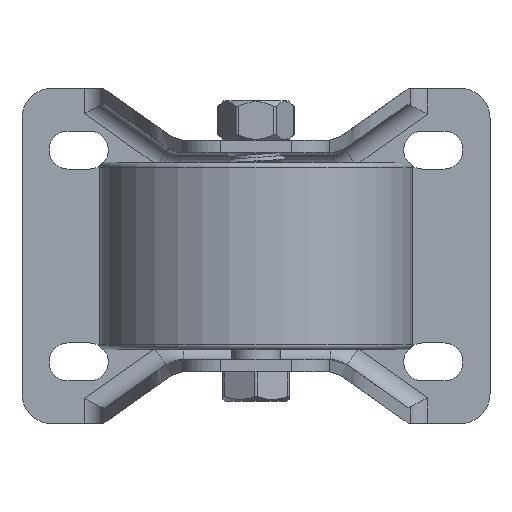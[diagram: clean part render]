
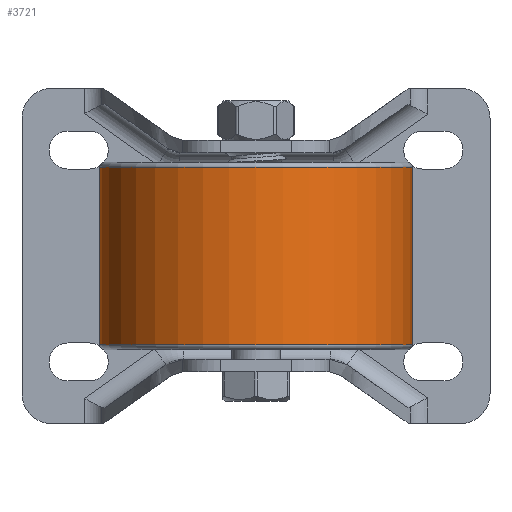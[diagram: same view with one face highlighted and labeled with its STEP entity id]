
A CAD part, front view. The second image highlights one B-rep face of the part: STEP entity #3721.
In plain terms, the highlighted cylindrical face has radius 31.75 mm (diameter 63.5 mm), a partial arc.
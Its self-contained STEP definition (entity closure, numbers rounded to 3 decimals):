
#3449=CARTESIAN_POINT('',(0.,18.,0.));
#3450=DIRECTION('',(0.,1.,0.));
#3451=DIRECTION('',(1.,0.,0.));
#3452=AXIS2_PLACEMENT_3D('',#3449,#3450,#3451);
#3454=CARTESIAN_POINT('',(0.,-18.,0.));
#3455=DIRECTION('',(0.,-1.,0.));
#3456=DIRECTION('',(-1.,0.,0.));
#3457=AXIS2_PLACEMENT_3D('',#3454,#3455,#3456);
#3459=DIRECTION('',(0.,1.,0.));
#3460=VECTOR('',#3459,36.);
#3461=CARTESIAN_POINT('',(31.75,-18.,0.));
#3462=LINE('',#3461,#3460);
#3523=DIRECTION('',(0.,1.,0.));
#3524=VECTOR('',#3523,36.);
#3525=CARTESIAN_POINT('',(-31.75,-18.,0.));
#3526=LINE('',#3525,#3524);
#3599=CARTESIAN_POINT('',(-31.75,18.,0.));
#3600=CARTESIAN_POINT('',(31.75,18.,0.));
#3601=VERTEX_POINT('',#3599);
#3602=VERTEX_POINT('',#3600);
#3607=CARTESIAN_POINT('',(31.75,-18.,0.));
#3608=CARTESIAN_POINT('',(-31.75,-18.,0.));
#3609=VERTEX_POINT('',#3607);
#3610=VERTEX_POINT('',#3608);
#3707=CARTESIAN_POINT('',(0.,-19.,0.));
#3708=DIRECTION('',(0.,1.,0.));
#3709=DIRECTION('',(1.,0.,0.));
#3710=AXIS2_PLACEMENT_3D('',#3707,#3708,#3709);
#3711=CYLINDRICAL_SURFACE('',#3710,31.75);
#3713=ORIENTED_EDGE('',*,*,#3712,.T.);
#3715=ORIENTED_EDGE('',*,*,#3714,.F.);
#3716=ORIENTED_EDGE('',*,*,#3701,.T.);
#3718=ORIENTED_EDGE('',*,*,#3717,.T.);
#3719=EDGE_LOOP('',(#3713,#3715,#3716,#3718));
#3720=FACE_OUTER_BOUND('',#3719,.F.);
#3453=CIRCLE('',#3452,31.75);
#3458=CIRCLE('',#3457,31.75);
#3701=EDGE_CURVE('',#3610,#3609,#3458,.T.);
#3712=EDGE_CURVE('',#3602,#3601,#3453,.T.);
#3714=EDGE_CURVE('',#3610,#3601,#3526,.T.);
#3717=EDGE_CURVE('',#3609,#3602,#3462,.T.);
#3721=ADVANCED_FACE('',(#3720),#3711,.T.);
